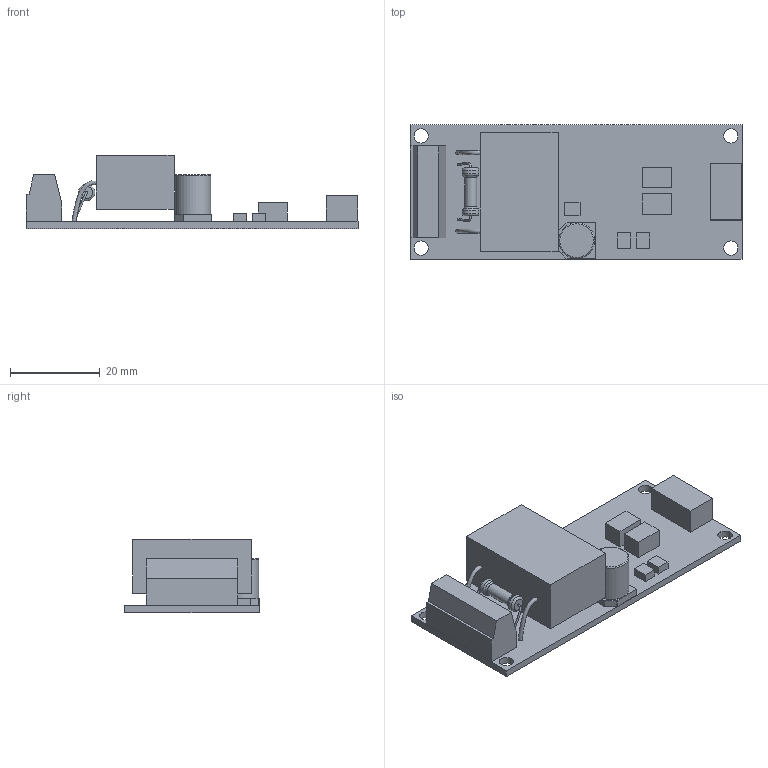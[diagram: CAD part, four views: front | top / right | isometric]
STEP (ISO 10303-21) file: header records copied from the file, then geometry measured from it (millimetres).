
FILE_DESCRIPTION(/* description */ (''),/* implementation_level */ '2;1');
FILE_NAME(/* name */ 'PZEM-004T-V3.step',/* time_stamp */ '2021-04-13T23:03:47+02:00',/* author */ (''),/* organization */ (''),/* preprocessor_version */ 'ST-DEVELOPER v18.1',/* originating_system */ 'Autodesk Translation Framework v10.6.0.1341',/* authorisation */ '');
FILE_SCHEMA (('AUTOMOTIVE_DESIGN { 1 0 10303 214 3 1 1 }'));
Length unit declared in the file: millimetre
Products named in the file (1): Untitled
Bounding box: 74 x 30 x 16.3 mm (x, y, z)
Volume: 11928.9 mm3; surface area: 8213.4 mm2
Topology: 1 solids, 1 shells, 84 faces, 206 edges, 136 vertices
Faces by surface type: plane 65, cylinder 8, torus 7, bspline 4
Full cylindrical faces by diameter (mm): 2.7 x1, 3.2 x4, 3.7 x2, 8 x1
Entity records: 3618 total; most frequent: CARTESIAN_POINT 1457, ORIENTED_EDGE 412, DIRECTION 395, EDGE_CURVE 206, LINE 151, VECTOR 151, VERTEX_POINT 136, AXIS2_PLACEMENT_3D 122
